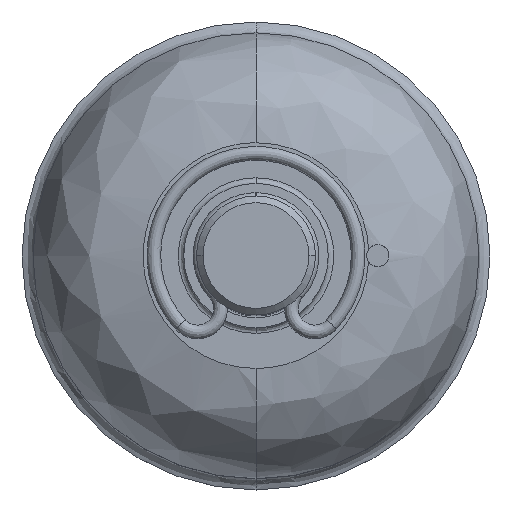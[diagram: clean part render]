
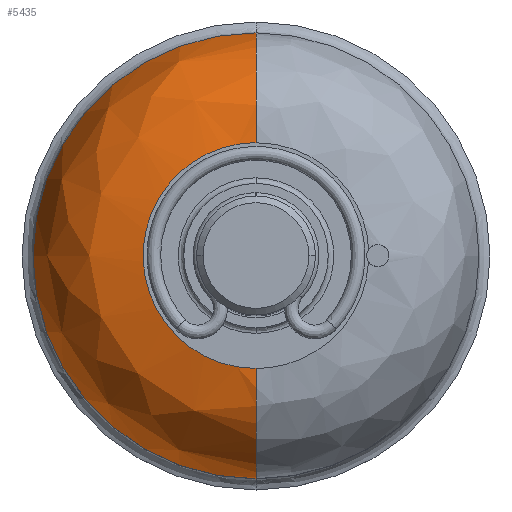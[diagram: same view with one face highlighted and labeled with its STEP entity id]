
A CAD part, top view. The second image highlights one B-rep face of the part: STEP entity #5435.
In plain terms, the highlighted free-form (B-spline) face has degree [3, 3] with [4, 7] control points.
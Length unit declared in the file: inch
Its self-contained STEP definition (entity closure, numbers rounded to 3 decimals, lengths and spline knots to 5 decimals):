
#27 = CARTESIAN_POINT ( 'NONE',  ( 0., -1.0125, 2.113 ) ) ;
#75 = CARTESIAN_POINT ( 'NONE',  ( 0., 0.5125, 2.613 ) ) ;
#376 = CARTESIAN_POINT ( 'NONE',  ( 0., -0.5125, 2.613 ) ) ;
#565 = CARTESIAN_POINT ( 'NONE',  ( 0., -0.5125, 2.613 ) ) ;
#793 = VERTEX_POINT ( 'NONE', #5990 ) ;
#821 = EDGE_CURVE ( 'NONE', #3953, #793, #2568, .T. ) ;
#845 = CARTESIAN_POINT ( 'NONE',  ( -0.59311, 1.0125, 2.40589 ) ) ;
#856 = DIRECTION ( 'NONE',  ( 0., 1., 0. ) ) ;
#871 = CARTESIAN_POINT ( 'NONE',  ( -0.47179, 0.80539, 2.613 ) ) ;
#900 = CARTESIAN_POINT ( 'NONE',  ( -0.5125, 0.30022, 2.613 ) ) ;
#934 = CARTESIAN_POINT ( 'NONE',  ( -1.0125, 0., 2.113 ) ) ;
#963 = CARTESIAN_POINT ( 'NONE',  ( -1.0125, 0.59311, 2.113 ) ) ;
#969 = ORIENTED_EDGE ( 'NONE', *, *, #2494, .T. ) ;
#1030 = VERTEX_POINT ( 'NONE', #75 ) ;
#1084 = CARTESIAN_POINT ( 'NONE',  ( 0., -0.5125, 2.113 ) ) ;
#1312 = CARTESIAN_POINT ( 'NONE',  ( -0.30022, 0.5125, 2.613 ) ) ;
#1325 = CARTESIAN_POINT ( 'NONE',  ( -0.59311, -1.0125, 2.113 ) ) ;
#1383 = CARTESIAN_POINT ( 'NONE',  ( -0.59311, 1.0125, 2.113 ) ) ;
#1676 = DIRECTION ( 'NONE',  ( -1., 0., 0. ) ) ;
#1783 = CARTESIAN_POINT ( 'NONE',  ( 0., -0.80539, 2.613 ) ) ;
#1935 =( BOUNDED_CURVE ( )  B_SPLINE_CURVE ( 3, ( #376, #3533, #5389, #2226, #3133, #1312, #4991 ),
 .UNSPECIFIED., .F., .F. ) 
 B_SPLINE_CURVE_WITH_KNOTS ( ( 4, 3, 4 ),
 ( 0.3255, 0.66275, 1. ),
 .UNSPECIFIED. ) 
 CURVE ( )  GEOMETRIC_REPRESENTATION_ITEM ( )  RATIONAL_B_SPLINE_CURVE ( ( 1., 0.805, 0.805, 1., 0.805, 0.805, 1. ) ) 
 REPRESENTATION_ITEM ( '' )  );
#2098 = AXIS2_PLACEMENT_3D ( 'NONE', #1084, #5155, #2938 ) ;
#2198 = DIRECTION ( 'NONE',  ( 0., -1., 0. ) ) ;
#2226 = CARTESIAN_POINT ( 'NONE',  ( -0.5125, 0., 2.613 ) ) ;
#2360 = CARTESIAN_POINT ( 'NONE',  ( -0.30022, -0.5125, 2.613 ) ) ;
#2395 = EDGE_CURVE ( 'NONE', #1030, #793, #5655, .T. ) ;
#2478 = CARTESIAN_POINT ( 'NONE',  ( 0., -1.0125, 2.113 ) ) ;
#2494 = EDGE_CURVE ( 'NONE', #2684, #1030, #1935, .T. ) ;
#2568 = CIRCLE ( 'NONE', #2952, 1.0125 ) ;
#2684 = VERTEX_POINT ( 'NONE', #565 ) ;
#2938 = DIRECTION ( 'NONE',  ( 0., -1., 0. ) ) ;
#2952 = AXIS2_PLACEMENT_3D ( 'NONE', #5071, #5962, #2198 ) ;
#3033 = AXIS2_PLACEMENT_3D ( 'NONE', #3077, #1676, #856 ) ;
#3077 = CARTESIAN_POINT ( 'NONE',  ( 0., 0.5125, 2.113 ) ) ;
#3133 = CARTESIAN_POINT ( 'NONE',  ( -0.5125, 0.30022, 2.613 ) ) ;
#3204 = CARTESIAN_POINT ( 'NONE',  ( 0., 0.80539, 2.613 ) ) ;
#3239 = CARTESIAN_POINT ( 'NONE',  ( -1.0125, -0.59311, 2.113 ) ) ;
#3272 = CARTESIAN_POINT ( 'NONE',  ( -0.80539, 0., 2.613 ) ) ;
#3308 = ORIENTED_EDGE ( 'NONE', *, *, #2395, .T. ) ;
#3533 = CARTESIAN_POINT ( 'NONE',  ( -0.30022, -0.5125, 2.613 ) ) ;
#3633 = CARTESIAN_POINT ( 'NONE',  ( -0.80539, -0.47179, 2.613 ) ) ;
#3686 = CARTESIAN_POINT ( 'NONE',  ( 0., 1.0125, 2.40589 ) ) ;
#3724 = CARTESIAN_POINT ( 'NONE',  ( -1.0125, 0., 2.40589 ) ) ;
#3953 = VERTEX_POINT ( 'NONE', #2478 ) ;
#3966 = EDGE_LOOP ( 'NONE', ( #969, #3308, #4589, #5834 ) ) ;
#4026 = CIRCLE ( 'NONE', #2098, 0.5 ) ;
#4118 = CARTESIAN_POINT ( 'NONE',  ( -0.59311, -1.0125, 2.40589 ) ) ;
#4178 = CARTESIAN_POINT ( 'NONE',  ( -1.0125, 0.59311, 2.40589 ) ) ;
#4589 = ORIENTED_EDGE ( 'NONE', *, *, #821, .F. ) ;
#4643 = CARTESIAN_POINT ( 'NONE',  ( 0., -1.0125, 2.40589 ) ) ;
#4675 = CARTESIAN_POINT ( 'NONE',  ( 0., -0.5125, 2.613 ) ) ;
#4767 = EDGE_CURVE ( 'NONE', #2684, #3953, #4026, .T. ) ;
#4827 =( BOUNDED_SURFACE ( )  B_SPLINE_SURFACE ( 3, 3, ( 
 ( #5460, #5033, #900, #5008, #5548, #2360, #4675 ),
 ( #3204, #871, #5061, #3272, #3633, #6007, #1783 ),
 ( #3686, #845, #4178, #3724, #5980, #4118, #4643 ),
 ( #5492, #1383, #963, #934, #3239, #1325, #27 ) ),
 .UNSPECIFIED., .F., .F., .F. ) 
 B_SPLINE_SURFACE_WITH_KNOTS ( ( 4, 4 ),
 ( 4, 3, 4 ),
 ( 0., 1. ),
 ( 0., 0.5, 1. ),
 .UNSPECIFIED. ) 
 GEOMETRIC_REPRESENTATION_ITEM ( )  RATIONAL_B_SPLINE_SURFACE ( (
 ( 1., 0.805, 0.805, 1., 0.805, 0.805, 1.),
 ( 0.805, 0.648, 0.648, 0.805, 0.648, 0.648, 0.805),
 ( 0.805, 0.648, 0.648, 0.805, 0.648, 0.648, 0.805),
 ( 1., 0.805, 0.805, 1., 0.805, 0.805, 1.) ) ) 
 REPRESENTATION_ITEM ( '' )  SURFACE ( )  );
#4991 = CARTESIAN_POINT ( 'NONE',  ( 0., 0.5125, 2.613 ) ) ;
#5008 = CARTESIAN_POINT ( 'NONE',  ( -0.5125, 0., 2.613 ) ) ;
#5033 = CARTESIAN_POINT ( 'NONE',  ( -0.30022, 0.5125, 2.613 ) ) ;
#5061 = CARTESIAN_POINT ( 'NONE',  ( -0.80539, 0.47179, 2.613 ) ) ;
#5071 = CARTESIAN_POINT ( 'NONE',  ( 0., 0., 2.113 ) ) ;
#5155 = DIRECTION ( 'NONE',  ( 1., 0., 0. ) ) ;
#5389 = CARTESIAN_POINT ( 'NONE',  ( -0.5125, -0.30022, 2.613 ) ) ;
#5435 = ADVANCED_FACE ( 'NONE', ( #5519 ), #4827, .T. ) ;
#5460 = CARTESIAN_POINT ( 'NONE',  ( 0., 0.5125, 2.613 ) ) ;
#5492 = CARTESIAN_POINT ( 'NONE',  ( 0., 1.0125, 2.113 ) ) ;
#5519 = FACE_OUTER_BOUND ( 'NONE', #3966, .T. ) ;
#5548 = CARTESIAN_POINT ( 'NONE',  ( -0.5125, -0.30022, 2.613 ) ) ;
#5655 = CIRCLE ( 'NONE', #3033, 0.5 ) ;
#5834 = ORIENTED_EDGE ( 'NONE', *, *, #4767, .F. ) ;
#5962 = DIRECTION ( 'NONE',  ( 0., 0., -1. ) ) ;
#5980 = CARTESIAN_POINT ( 'NONE',  ( -1.0125, -0.59311, 2.40589 ) ) ;
#5990 = CARTESIAN_POINT ( 'NONE',  ( 0., 1.0125, 2.113 ) ) ;
#6007 = CARTESIAN_POINT ( 'NONE',  ( -0.47179, -0.80539, 2.613 ) ) ;
